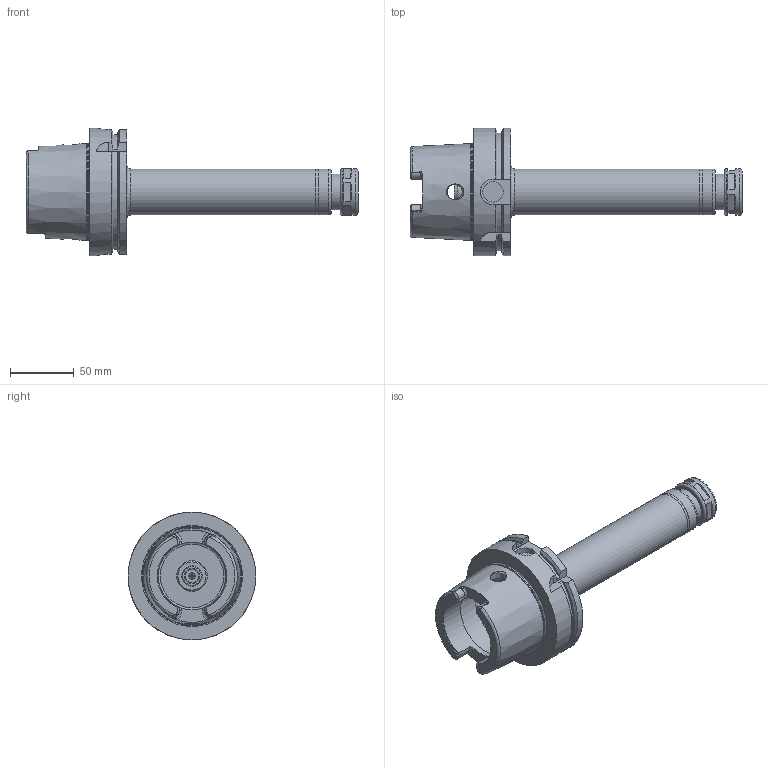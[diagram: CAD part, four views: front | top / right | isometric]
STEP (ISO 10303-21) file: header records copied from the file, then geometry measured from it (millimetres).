
FILE_DESCRIPTION((''),'2;1');
FILE_NAME('536077116210-3D.stp','2020-01-08T17:13:02',('nttooll'),(''),'Autodesk Inventor 2012','Autodesk Inventor 2012','');
FILE_SCHEMA(('AUTOMOTIVE_DESIGN { 1 0 10303 214 1 1 1 1 }'));
Length unit declared in the file: millimetre
Products named in the file (1): 536077116210-3D
Bounding box: 260 x 100 x 100 mm (x, y, z)
Volume: 408109.5 mm3; surface area: 82641.8 mm2
Topology: 1 solids, 1 shells, 186 faces, 423 edges, 267 vertices
Faces by surface type: plane 82, cylinder 55, cone 31, torus 18
Full cylindrical faces by diameter (mm): 2 x1, 4.5 x1, 5 x1, 10.5 x1, 12 x3, 12.8 x1, 13.319 x1, 15.3 x1, 15.8 x1, 15.9 x1, 16 x2, 16.3 x1, 17 x2, 17.5 x1, 20 x1, 22.1 x1, 24 x1, 24.5 x1, 28 x2, 35.6 x1, 36 x2, 36.3 x1, 53 x1, 53.8 x1, 63 x1, 75.3 x1, 100 x1
Entity records: 5195 total; most frequent: CARTESIAN_POINT 1256, DIRECTION 847, ORIENTED_EDGE 704, AXIS2_PLACEMENT_3D 362, EDGE_CURVE 352, EDGE_LOOP 279, VERTEX_POINT 255, FACE_OUTER_BOUND 186
